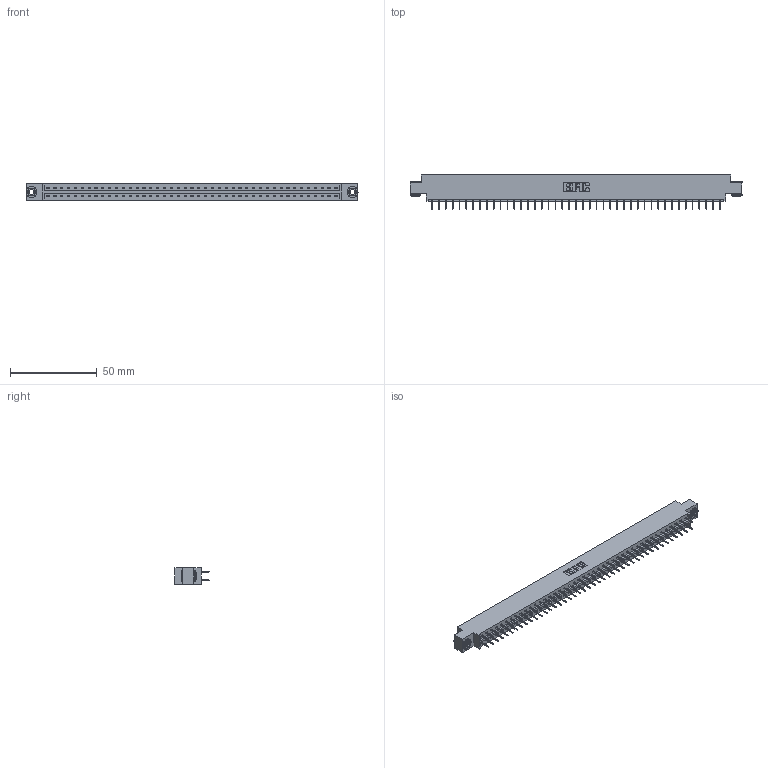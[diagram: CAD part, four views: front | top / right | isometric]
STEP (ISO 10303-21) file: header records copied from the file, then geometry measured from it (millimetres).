
FILE_DESCRIPTION (( 'STEP AP203' ), '1' );
FILE_NAME ('833-086-524-803.STEP', '2020-06-06T03:13:15', ( '' ), ( '' ), 'SwSTEP 2.0', 'SolidWorks 2020', '' );
FILE_SCHEMA (( 'CONFIG_CONTROL_DESIGN' ));
Length unit declared in the file: inch
Products named in the file (4): 833 Part_Offset - .156 Dia - TH; 345-292-001_345-293-124; 345-250-002_345-250-002-102; 833-086-524-803
Assembly tree (89 placements, depth 2):
  833-086-524-803
    833 Part_Offset - .156 Dia - TH
    345-292-001_345-293-124  x86
    345-250-002_345-250-002-102  x2
Bounding box: 191.92 x 19.69 x 9.4 mm (x, y, z)
Volume: 19265 mm3; surface area: 22837.9 mm2
Topology: 89 solids, 89 shells, 4972 faces, 14073 edges, 9034 vertices
Faces by surface type: plane 3696, cylinder 1268, cone 8
Entity records: 28390 total; most frequent: CARTESIAN_POINT 4681, ORIENTED_EDGE 4610, DIRECTION 4031, EDGE_CURVE 2305, LINE 2157, VECTOR 2157, VERTEX_POINT 1530, AXIS2_PLACEMENT_3D 937
